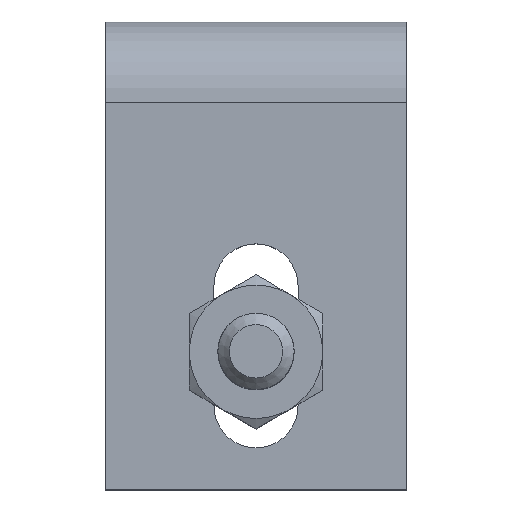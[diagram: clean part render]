
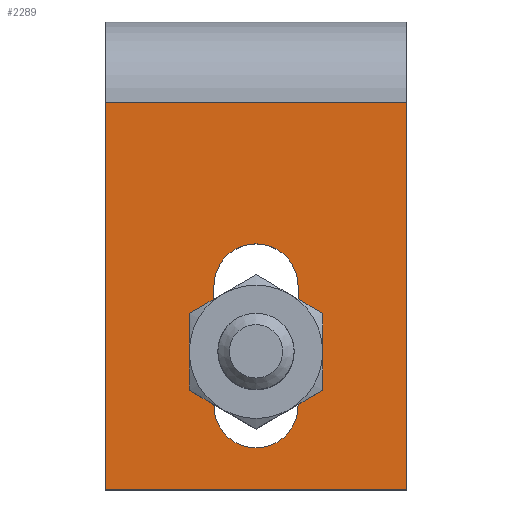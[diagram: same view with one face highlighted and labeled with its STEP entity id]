
A CAD part, top view. The second image highlights one B-rep face of the part: STEP entity #2289.
In plain terms, the highlighted planar face has unit normal (0, 0, 1).
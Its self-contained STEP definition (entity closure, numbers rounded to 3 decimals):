
#38=FACE_BOUND('',#487,.T.);
#98=PLANE('',#2535);
#338=FACE_OUTER_BOUND('',#486,.T.);
#486=EDGE_LOOP('',(#2066,#2067,#2068,#2069));
#487=EDGE_LOOP('',(#2070,#2071,#2072,#2073));
#559=CIRCLE('',#2522,3.5);
#561=CIRCLE('',#2526,3.5);
#741=LINE('',#8389,#840);
#745=LINE('',#8401,#844);
#748=LINE('',#8414,#847);
#753=LINE('',#8425,#852);
#757=LINE('',#8436,#856);
#758=LINE('',#8437,#857);
#840=VECTOR('',#2995,10.);
#844=VECTOR('',#3007,10.);
#847=VECTOR('',#3022,10.);
#852=VECTOR('',#3031,10.);
#856=VECTOR('',#3043,10.);
#857=VECTOR('',#3044,10.);
#1060=VERTEX_POINT('',#8386);
#1061=VERTEX_POINT('',#8388);
#1063=VERTEX_POINT('',#8394);
#1065=VERTEX_POINT('',#8400);
#1066=VERTEX_POINT('',#8407);
#1069=VERTEX_POINT('',#8412);
#1073=VERTEX_POINT('',#8423);
#1076=VERTEX_POINT('',#8435);
#1388=EDGE_CURVE('',#1061,#1060,#741,.T.);
#1391=EDGE_CURVE('',#1063,#1061,#559,.T.);
#1394=EDGE_CURVE('',#1065,#1063,#745,.T.);
#1397=EDGE_CURVE('',#1060,#1065,#561,.T.);
#1401=EDGE_CURVE('',#1069,#1066,#748,.T.);
#1407=EDGE_CURVE('',#1073,#1069,#753,.T.);
#1412=EDGE_CURVE('',#1073,#1076,#757,.T.);
#1413=EDGE_CURVE('',#1066,#1076,#758,.T.);
#2066=ORIENTED_EDGE('',*,*,#1401,.F.);
#2067=ORIENTED_EDGE('',*,*,#1407,.F.);
#2068=ORIENTED_EDGE('',*,*,#1412,.T.);
#2069=ORIENTED_EDGE('',*,*,#1413,.F.);
#2070=ORIENTED_EDGE('',*,*,#1394,.T.);
#2071=ORIENTED_EDGE('',*,*,#1391,.T.);
#2072=ORIENTED_EDGE('',*,*,#1388,.T.);
#2073=ORIENTED_EDGE('',*,*,#1397,.T.);
#2289=ADVANCED_FACE('',(#338,#38),#98,.T.);
#2522=AXIS2_PLACEMENT_3D('',#8395,#3001,#3002);
#2526=AXIS2_PLACEMENT_3D('',#8405,#3013,#3014);
#2535=AXIS2_PLACEMENT_3D('',#8434,#3041,#3042);
#2995=DIRECTION('',(0.,1.,0.));
#3001=DIRECTION('center_axis',(0.,0.,-1.));
#3002=DIRECTION('ref_axis',(-1.,0.,0.));
#3007=DIRECTION('',(0.,-1.,0.));
#3013=DIRECTION('center_axis',(0.,0.,-1.));
#3014=DIRECTION('ref_axis',(1.,0.,0.));
#3022=DIRECTION('',(1.,0.,0.));
#3031=DIRECTION('',(0.,1.,0.));
#3041=DIRECTION('center_axis',(0.,0.,1.));
#3042=DIRECTION('ref_axis',(0.,-1.,0.));
#3043=DIRECTION('',(1.,0.,0.));
#3044=DIRECTION('',(0.,-1.,0.));
#8386=CARTESIAN_POINT('',(9.,17.,44.));
#8388=CARTESIAN_POINT('',(9.,7.,44.));
#8389=CARTESIAN_POINT('',(9.,23.,44.));
#8394=CARTESIAN_POINT('',(16.,7.,44.));
#8395=CARTESIAN_POINT('Origin',(12.5,7.,44.));
#8400=CARTESIAN_POINT('',(16.,17.,44.));
#8401=CARTESIAN_POINT('',(16.,28.,44.));
#8405=CARTESIAN_POINT('Origin',(12.5,17.,44.));
#8407=CARTESIAN_POINT('',(25.,32.3,44.));
#8412=CARTESIAN_POINT('',(0.,32.3,44.));
#8414=CARTESIAN_POINT('',(0.,32.3,44.));
#8423=CARTESIAN_POINT('',(0.,0.,44.));
#8425=CARTESIAN_POINT('',(0.,0.,44.));
#8434=CARTESIAN_POINT('Origin',(0.,39.,44.));
#8435=CARTESIAN_POINT('',(25.,0.,44.));
#8436=CARTESIAN_POINT('',(0.,0.,44.));
#8437=CARTESIAN_POINT('',(25.,0.,44.));
